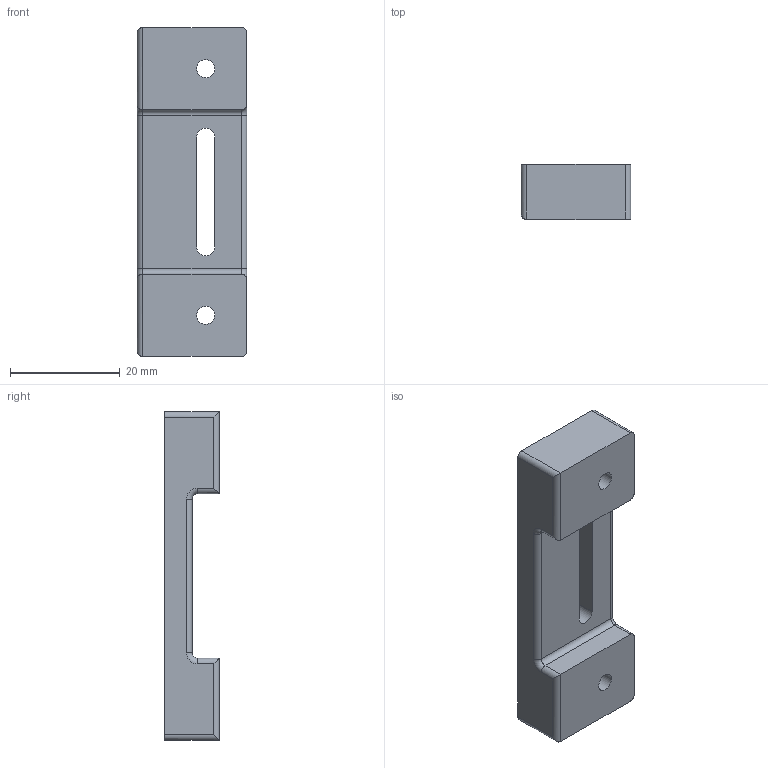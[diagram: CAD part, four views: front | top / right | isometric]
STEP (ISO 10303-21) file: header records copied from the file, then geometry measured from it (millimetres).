
FILE_DESCRIPTION(/* description */ (''),/* implementation_level */ '2;1');
FILE_NAME(/* name */ 'nozzle mount.step',/* time_stamp */ '2021-08-22T01:41:25+08:00',/* author */ (''),/* organization */ (''),/* preprocessor_version */ 'ST-DEVELOPER v18.1',/* originating_system */ 'Autodesk Translation Framework v10.9.0.1377',/* authorisation */ '');
FILE_SCHEMA (('AUTOMOTIVE_DESIGN { 1 0 10303 214 3 1 1 }'));
Length unit declared in the file: millimetre
Products named in the file (1): nozzle mount
Bounding box: 20 x 10 x 60 mm (x, y, z)
Volume: 7951.1 mm3; surface area: 4257.4 mm2
Topology: 1 solids, 1 shells, 38 faces, 90 edges, 56 vertices
Faces by surface type: cylinder 20, plane 14, torus 4
Full cylindrical faces by diameter (mm): 3.3 x2, 8.5 x2
Entity records: 1143 total; most frequent: DIRECTION 208, CARTESIAN_POINT 185, ORIENTED_EDGE 180, EDGE_CURVE 90, AXIS2_PLACEMENT_3D 79, VERTEX_POINT 56, LINE 50, VECTOR 50
